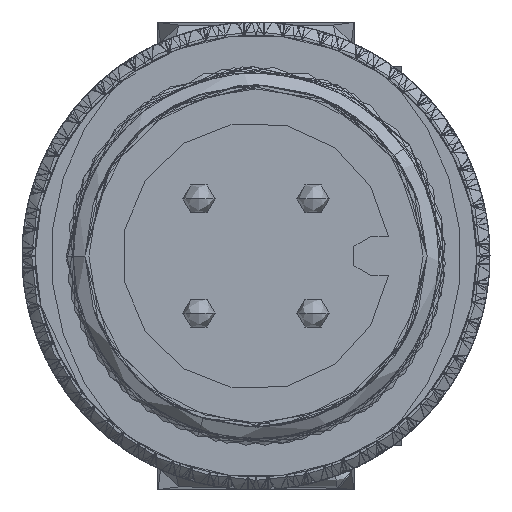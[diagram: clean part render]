
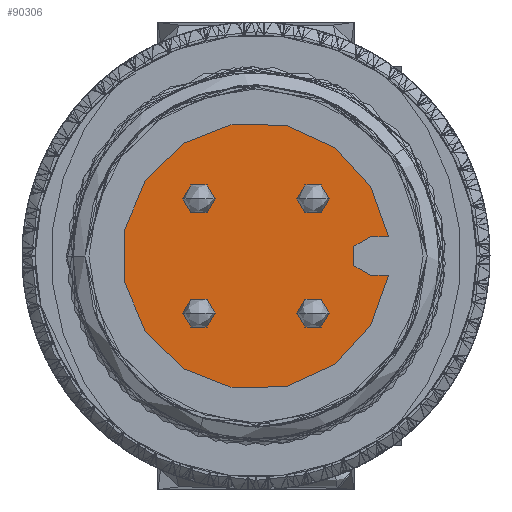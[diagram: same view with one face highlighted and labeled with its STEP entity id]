
A CAD part, left-side view. The second image highlights one B-rep face of the part: STEP entity #90306.
In plain terms, the highlighted planar face has unit normal (-1, 0, 0).
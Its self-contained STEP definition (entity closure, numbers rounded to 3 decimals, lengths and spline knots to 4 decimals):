
#31911=CARTESIAN_POINT('',(-2147.6,0.,0.));
#31912=DIRECTION('',(-1.,0.,0.));
#31913=DIRECTION('',(0.,-0.989,0.145));
#31914=AXIS2_PLACEMENT_3D('',#31911,#31912,#31913);
#31929=CARTESIAN_POINT('',(-2147.6,-3.55,0.));
#31930=DIRECTION('',(-1.,0.,0.));
#31931=DIRECTION('',(0.,0.,1.));
#31932=AXIS2_PLACEMENT_3D('',#31929,#31930,#31931);
#31934=DIRECTION('',(0.,-1.,0.));
#31935=VECTOR('',#31934,0.5564);
#31936=CARTESIAN_POINT('',(-2147.6,-3.55,-0.6));
#31937=LINE('',#31936,#31935);
#31938=DIRECTION('',(0.,1.,0.));
#31939=VECTOR('',#31938,0.5564);
#31940=CARTESIAN_POINT('',(-2147.6,-4.1064,0.6));
#31941=LINE('',#31940,#31939);
#31942=CARTESIAN_POINT('',(-2147.6,-1.7678,-1.7678));
#31943=DIRECTION('',(1.,0.,0.));
#31944=DIRECTION('',(0.,-1.,0.));
#31945=AXIS2_PLACEMENT_3D('',#31942,#31943,#31944);
#31947=CARTESIAN_POINT('',(-2147.6,-1.7678,-1.7678));
#31948=DIRECTION('',(1.,0.,0.));
#31949=DIRECTION('',(0.,1.,0.));
#31950=AXIS2_PLACEMENT_3D('',#31947,#31948,#31949);
#31952=CARTESIAN_POINT('',(-2147.6,-1.7678,1.7678));
#31953=DIRECTION('',(1.,0.,0.));
#31954=DIRECTION('',(0.,-1.,0.));
#31955=AXIS2_PLACEMENT_3D('',#31952,#31953,#31954);
#31957=CARTESIAN_POINT('',(-2147.6,-1.7678,1.7678));
#31958=DIRECTION('',(1.,0.,0.));
#31959=DIRECTION('',(0.,1.,0.));
#31960=AXIS2_PLACEMENT_3D('',#31957,#31958,#31959);
#31962=CARTESIAN_POINT('',(-2147.6,1.7678,1.7678));
#31963=DIRECTION('',(1.,0.,0.));
#31964=DIRECTION('',(0.,-1.,0.));
#31965=AXIS2_PLACEMENT_3D('',#31962,#31963,#31964);
#31967=CARTESIAN_POINT('',(-2147.6,1.7678,1.7678));
#31968=DIRECTION('',(1.,0.,0.));
#31969=DIRECTION('',(0.,1.,0.));
#31970=AXIS2_PLACEMENT_3D('',#31967,#31968,#31969);
#31972=CARTESIAN_POINT('',(-2147.6,1.7678,-1.7678));
#31973=DIRECTION('',(1.,0.,0.));
#31974=DIRECTION('',(0.,-1.,0.));
#31975=AXIS2_PLACEMENT_3D('',#31972,#31973,#31974);
#31977=CARTESIAN_POINT('',(-2147.6,1.7678,-1.7678));
#31978=DIRECTION('',(1.,0.,0.));
#31979=DIRECTION('',(0.,1.,0.));
#31980=AXIS2_PLACEMENT_3D('',#31977,#31978,#31979);
#35146=CARTESIAN_POINT('',(-2147.6,-4.1064,0.6));
#35148=VERTEX_POINT('',#35146);
#35149=CARTESIAN_POINT('',(-2147.6,-3.55,0.6));
#35150=CARTESIAN_POINT('',(-2147.6,-3.55,-0.6));
#35151=VERTEX_POINT('',#35149);
#35152=VERTEX_POINT('',#35150);
#35153=CARTESIAN_POINT('',(-2147.6,-4.1064,-0.6));
#35154=VERTEX_POINT('',#35153);
#35163=CARTESIAN_POINT('',(-2147.6,-2.2678,-1.7678));
#35164=CARTESIAN_POINT('',(-2147.6,-1.2678,-1.7678));
#35165=VERTEX_POINT('',#35163);
#35166=VERTEX_POINT('',#35164);
#35173=CARTESIAN_POINT('',(-2147.6,-2.2678,1.7678));
#35174=CARTESIAN_POINT('',(-2147.6,-1.2678,1.7678));
#35175=VERTEX_POINT('',#35173);
#35176=VERTEX_POINT('',#35174);
#35183=CARTESIAN_POINT('',(-2147.6,1.2678,1.7678));
#35184=CARTESIAN_POINT('',(-2147.6,2.2678,1.7678));
#35185=VERTEX_POINT('',#35183);
#35186=VERTEX_POINT('',#35184);
#35193=CARTESIAN_POINT('',(-2147.6,1.2678,-1.7678));
#35194=CARTESIAN_POINT('',(-2147.6,2.2678,-1.7678));
#35195=VERTEX_POINT('',#35193);
#35196=VERTEX_POINT('',#35194);
#90268=CARTESIAN_POINT('',(-2147.6,0.,0.));
#90269=DIRECTION('',(1.,0.,0.));
#90270=DIRECTION('',(0.,-1.,0.));
#90271=AXIS2_PLACEMENT_3D('',#90268,#90269,#90270);
#90272=PLANE('',#90271);
#90274=ORIENTED_EDGE('',*,*,#90273,.T.);
#90276=ORIENTED_EDGE('',*,*,#90275,.T.);
#90277=ORIENTED_EDGE('',*,*,#90258,.F.);
#90279=ORIENTED_EDGE('',*,*,#90278,.T.);
#90280=EDGE_LOOP('',(#90274,#90276,#90277,#90279));
#90281=FACE_OUTER_BOUND('',#90280,.F.);
#90283=ORIENTED_EDGE('',*,*,#90282,.F.);
#90285=ORIENTED_EDGE('',*,*,#90284,.F.);
#90286=EDGE_LOOP('',(#90283,#90285));
#90287=FACE_BOUND('',#90286,.F.);
#90289=ORIENTED_EDGE('',*,*,#90288,.F.);
#90291=ORIENTED_EDGE('',*,*,#90290,.F.);
#90292=EDGE_LOOP('',(#90289,#90291));
#90293=FACE_BOUND('',#90292,.F.);
#90295=ORIENTED_EDGE('',*,*,#90294,.F.);
#90297=ORIENTED_EDGE('',*,*,#90296,.F.);
#90298=EDGE_LOOP('',(#90295,#90297));
#90299=FACE_BOUND('',#90298,.F.);
#90301=ORIENTED_EDGE('',*,*,#90300,.F.);
#90303=ORIENTED_EDGE('',*,*,#90302,.F.);
#90304=EDGE_LOOP('',(#90301,#90303));
#90305=FACE_BOUND('',#90304,.F.);
#90306=ADVANCED_FACE('',(#90281,#90287,#90293,#90299,#90305),#90272,.F.);
#31915=CIRCLE('',#31914,4.15);
#31933=CIRCLE('',#31932,0.6);
#31946=CIRCLE('',#31945,0.5);
#31951=CIRCLE('',#31950,0.5);
#31956=CIRCLE('',#31955,0.5);
#31961=CIRCLE('',#31960,0.5);
#31966=CIRCLE('',#31965,0.5);
#31971=CIRCLE('',#31970,0.5);
#31976=CIRCLE('',#31975,0.5);
#31981=CIRCLE('',#31980,0.5);
#90258=EDGE_CURVE('',#35148,#35154,#31915,.T.);
#90273=EDGE_CURVE('',#35151,#35152,#31933,.T.);
#90275=EDGE_CURVE('',#35152,#35154,#31937,.T.);
#90278=EDGE_CURVE('',#35148,#35151,#31941,.T.);
#90282=EDGE_CURVE('',#35165,#35166,#31946,.T.);
#90284=EDGE_CURVE('',#35166,#35165,#31951,.T.);
#90288=EDGE_CURVE('',#35175,#35176,#31956,.T.);
#90290=EDGE_CURVE('',#35176,#35175,#31961,.T.);
#90294=EDGE_CURVE('',#35185,#35186,#31966,.T.);
#90296=EDGE_CURVE('',#35186,#35185,#31971,.T.);
#90300=EDGE_CURVE('',#35195,#35196,#31976,.T.);
#90302=EDGE_CURVE('',#35196,#35195,#31981,.T.);
